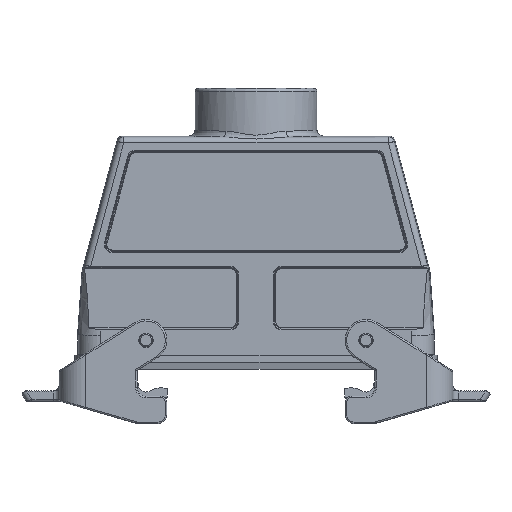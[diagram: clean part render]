
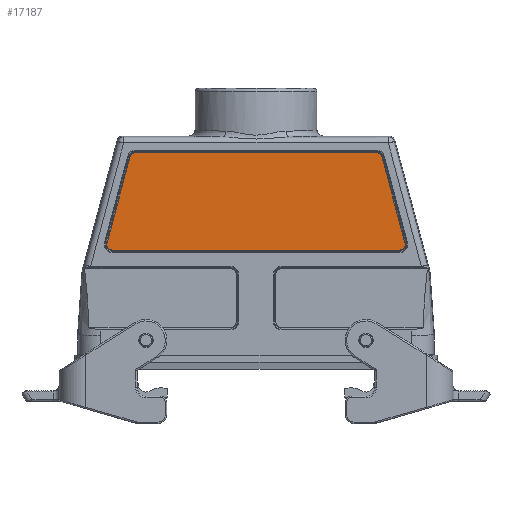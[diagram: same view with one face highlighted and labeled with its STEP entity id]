
A CAD part, front view. The second image highlights one B-rep face of the part: STEP entity #17187.
In plain terms, the highlighted planar face has unit normal (0, -1, 0).
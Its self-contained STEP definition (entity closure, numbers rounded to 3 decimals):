
#17112=CARTESIAN_POINT('',(0.0,-20.3,0.0));
#17113=DIRECTION('',(0.0,-1.0,0.0));
#17114=DIRECTION('',(0.0,0.0,-1.0));
#17115=AXIS2_PLACEMENT_3D('',#17112,#17113,#17114);
#17116=PLANE('',#17115);
#17117=CARTESIAN_POINT('',(-48.324,-20.3,28.497));
#17118=VERTEX_POINT('',#17117);
#17119=CARTESIAN_POINT('',(48.324,-20.3,28.497));
#17120=VERTEX_POINT('',#17119);
#17121=CARTESIAN_POINT('',(-48.324,-20.3,28.497));
#17122=DIRECTION('',(1.0,0.0,0.0));
#17123=VECTOR('',#17122,96.648);
#17124=LINE('',#17121,#17123);
#17125=EDGE_CURVE('',#17118,#17120,#17124,.T.);
#17126=ORIENTED_EDGE('',*,*,#17125,.T.);
#17127=CARTESIAN_POINT('',(50.114,-20.3,30.83));
#17128=VERTEX_POINT('',#17127);
#17129=CARTESIAN_POINT('',(48.324,-20.3,30.35));
#17130=DIRECTION('',(0.0,-1.0,0.0));
#17131=DIRECTION('',(0.0,0.0,-1.0));
#17132=AXIS2_PLACEMENT_3D('',#17129,#17130,#17131);
#17133=CIRCLE('',#17132,1.853);
#17134=EDGE_CURVE('',#17120,#17128,#17133,.T.);
#17135=ORIENTED_EDGE('',*,*,#17134,.T.);
#17136=CARTESIAN_POINT('',(42.343,-20.3,59.83));
#17137=VERTEX_POINT('',#17136);
#17138=CARTESIAN_POINT('',(50.114,-20.3,30.83));
#17139=DIRECTION('',(-0.259,0.0,0.966));
#17140=VECTOR('',#17139,30.023);
#17141=LINE('',#17138,#17140);
#17142=EDGE_CURVE('',#17128,#17137,#17141,.T.);
#17143=ORIENTED_EDGE('',*,*,#17142,.T.);
#17144=CARTESIAN_POINT('',(40.553,-20.3,61.203));
#17145=VERTEX_POINT('',#17144);
#17146=CARTESIAN_POINT('',(40.553,-20.3,59.35));
#17147=DIRECTION('',(0.0,-1.0,0.0));
#17148=DIRECTION('',(0.0,0.0,-1.0));
#17149=AXIS2_PLACEMENT_3D('',#17146,#17147,#17148);
#17150=CIRCLE('',#17149,1.853);
#17151=EDGE_CURVE('',#17137,#17145,#17150,.T.);
#17152=ORIENTED_EDGE('',*,*,#17151,.T.);
#17153=CARTESIAN_POINT('',(-40.553,-20.3,61.203));
#17154=VERTEX_POINT('',#17153);
#17155=CARTESIAN_POINT('',(40.553,-20.3,61.203));
#17156=DIRECTION('',(-1.0,0.0,0.0));
#17157=VECTOR('',#17156,81.107);
#17158=LINE('',#17155,#17157);
#17159=EDGE_CURVE('',#17145,#17154,#17158,.T.);
#17160=ORIENTED_EDGE('',*,*,#17159,.T.);
#17161=CARTESIAN_POINT('',(-42.343,-20.3,59.83));
#17162=VERTEX_POINT('',#17161);
#17163=CARTESIAN_POINT('',(-40.553,-20.3,59.35));
#17164=DIRECTION('',(0.0,-1.0,0.0));
#17165=DIRECTION('',(0.0,0.0,-1.0));
#17166=AXIS2_PLACEMENT_3D('',#17163,#17164,#17165);
#17167=CIRCLE('',#17166,1.853);
#17168=EDGE_CURVE('',#17154,#17162,#17167,.T.);
#17169=ORIENTED_EDGE('',*,*,#17168,.T.);
#17170=CARTESIAN_POINT('',(-50.114,-20.3,30.83));
#17171=VERTEX_POINT('',#17170);
#17172=CARTESIAN_POINT('',(-42.343,-20.3,59.83));
#17173=DIRECTION('',(-0.259,0.0,-0.966));
#17174=VECTOR('',#17173,30.023);
#17175=LINE('',#17172,#17174);
#17176=EDGE_CURVE('',#17162,#17171,#17175,.T.);
#17177=ORIENTED_EDGE('',*,*,#17176,.T.);
#17178=CARTESIAN_POINT('',(-48.324,-20.3,30.35));
#17179=DIRECTION('',(0.0,-1.0,0.0));
#17180=DIRECTION('',(0.0,0.0,-1.0));
#17181=AXIS2_PLACEMENT_3D('',#17178,#17179,#17180);
#17182=CIRCLE('',#17181,1.853);
#17183=EDGE_CURVE('',#17171,#17118,#17182,.T.);
#17184=ORIENTED_EDGE('',*,*,#17183,.T.);
#17185=EDGE_LOOP('',(#17126,#17135,#17143,#17152,#17160,#17169,#17177,#17184));
#17186=FACE_OUTER_BOUND('',#17185,.T.);
#17187=ADVANCED_FACE('',(#17186),#17116,.T.);
